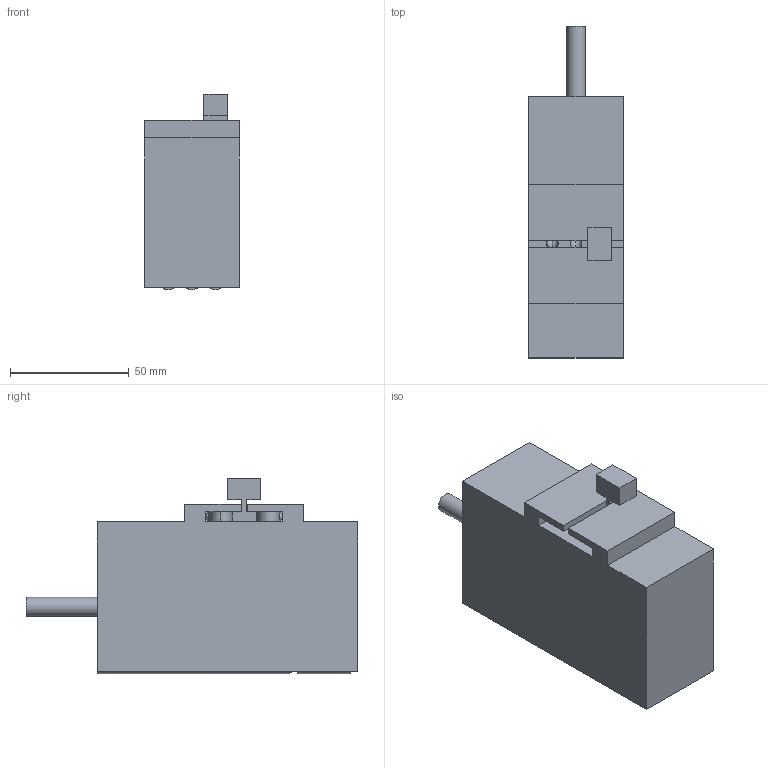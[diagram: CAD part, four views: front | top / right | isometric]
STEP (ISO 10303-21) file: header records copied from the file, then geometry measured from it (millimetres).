
FILE_DESCRIPTION(/* description */ ('','CAx-IF Rec.Pracs.---Representation and Presentation of Product Manufacturing Information (PMI)---4.0---2014-10-13'),/* implementation_level */ '2;1');
FILE_NAME(/* name */ 'Handheld pitch slider v11.step',/* time_stamp */ '2025-02-18T17:00:42Z',/* author */ (''),/* organization */ (''),/* preprocessor_version */ 'ST-DEVELOPER v20',/* originating_system */ 'Autodesk Translation Framework v13.20.0.188',/* authorisation */ '');
FILE_SCHEMA (('AP242_MANAGED_MODEL_BASED_3D_ENGINEERING_MIM_LF { 1 0 10303 442 1 1 4 }'));
Length unit declared in the file: millimetre
Products named in the file (1): Handheld pitch slider
Bounding box: 40 x 140 x 82.4 mm (x, y, z)
Volume: 263664.6 mm3; surface area: 46982.2 mm2
Topology: 4 solids, 4 shells, 159 faces, 388 edges, 247 vertices
Faces by surface type: plane 82, cylinder 41, bspline 28, sphere 5, torus 3
Full cylindrical faces by diameter (mm): 5 x3, 6 x7, 8 x1
Entity records: 7376 total; most frequent: CARTESIAN_POINT 3717, ORIENTED_EDGE 772, DIRECTION 684, EDGE_CURVE 386, VERTEX_POINT 247, AXIS2_PLACEMENT_3D 239, LINE 206, VECTOR 206
